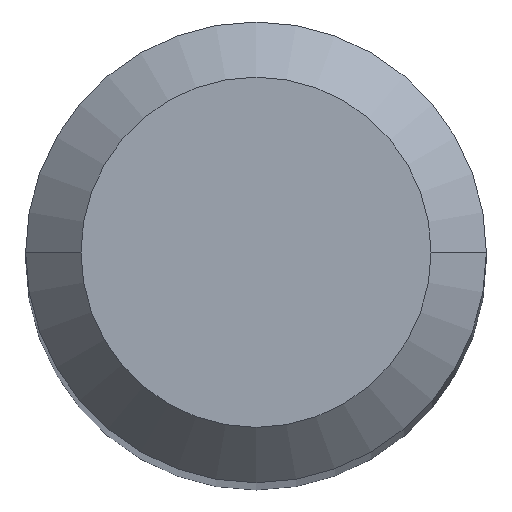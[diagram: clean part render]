
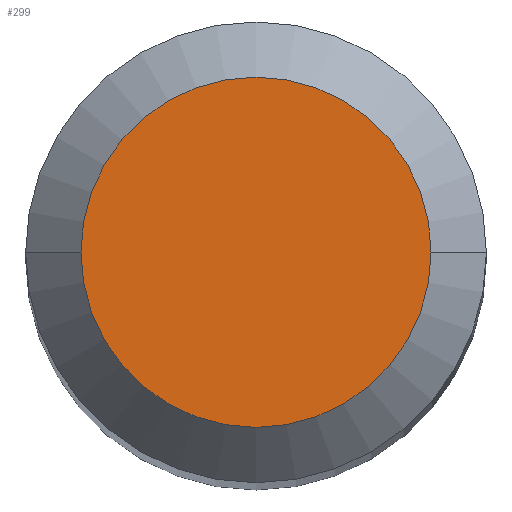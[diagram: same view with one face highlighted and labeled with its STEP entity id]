
A CAD part, top view. The second image highlights one B-rep face of the part: STEP entity #299.
In plain terms, the highlighted planar face has unit normal (0, 0, 1).
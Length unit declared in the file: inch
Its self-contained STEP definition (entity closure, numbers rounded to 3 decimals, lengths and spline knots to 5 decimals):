
#1 = FACE_OUTER_BOUND ( 'NONE', #15, .T. ) ;
#7 = CARTESIAN_POINT ( 'NONE',  ( 0., 0., 1.5 ) ) ;
#8 = AXIS2_PLACEMENT_3D ( 'NONE', #87, #292, #129 ) ;
#9 = ORIENTED_EDGE ( 'NONE', *, *, #278, .T. ) ;
#12 = VERTEX_POINT ( 'NONE', #263 ) ;
#15 = EDGE_LOOP ( 'NONE', ( #123, #9 ) ) ;
#19 = CIRCLE ( 'NONE', #8, 0.0475 ) ;
#68 = CARTESIAN_POINT ( 'NONE',  ( 0., 0., 1.5 ) ) ;
#77 = AXIS2_PLACEMENT_3D ( 'NONE', #7, #155, #255 ) ;
#87 = CARTESIAN_POINT ( 'NONE',  ( 0., 0., 1.5 ) ) ;
#120 = EDGE_CURVE ( 'NONE', #12, #167, #19, .T. ) ;
#123 = ORIENTED_EDGE ( 'NONE', *, *, #120, .T. ) ;
#129 = DIRECTION ( 'NONE',  ( 1., 0., 0. ) ) ;
#155 = DIRECTION ( 'NONE',  ( 0., 0., 1. ) ) ;
#157 = PLANE ( 'NONE',  #77 ) ;
#167 = VERTEX_POINT ( 'NONE', #178 ) ;
#178 = CARTESIAN_POINT ( 'NONE',  ( 0.0475, 0., 1.5 ) ) ;
#183 = AXIS2_PLACEMENT_3D ( 'NONE', #68, #280, #210 ) ;
#210 = DIRECTION ( 'NONE',  ( 1., 0., 0. ) ) ;
#250 = CIRCLE ( 'NONE', #183, 0.0475 ) ;
#255 = DIRECTION ( 'NONE',  ( 1., 0., 0. ) ) ;
#263 = CARTESIAN_POINT ( 'NONE',  ( -0.0475, 0., 1.5 ) ) ;
#278 = EDGE_CURVE ( 'NONE', #167, #12, #250, .T. ) ;
#280 = DIRECTION ( 'NONE',  ( 0., 0., 1. ) ) ;
#292 = DIRECTION ( 'NONE',  ( 0., 0., 1. ) ) ;
#299 = ADVANCED_FACE ( 'NONE', ( #1 ), #157, .T. ) ;
